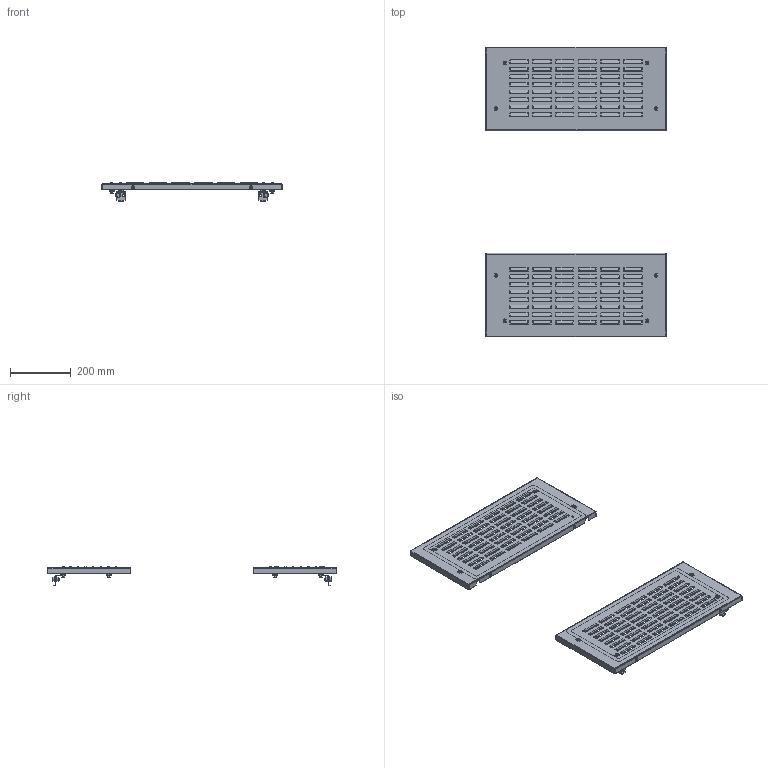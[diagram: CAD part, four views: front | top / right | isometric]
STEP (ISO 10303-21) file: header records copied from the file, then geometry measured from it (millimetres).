
FILE_DESCRIPTION (( 'STEP AP203' ), '1' );
FILE_NAME ('R5CPFA6300.00.step', '2013-11-11T07:52:31', ( 'User' ), ( 'DKC' ), 'SwSTEP 2.0', 'SolidWorks 2012', '' );
FILE_SCHEMA (( 'CONFIG_CONTROL_DESIGN' ));
Products named in the file (15): QE02T193G; QE02C193_Piegato; A3300003_A3300003; A0400005_A0400005; A1100001_A1100001; A0200018; AC00C172_AC00C172; R5CPFA6300.00; AC00C548; AC00C112; Guarnizione CPFE_Guarnizione CPFE 600X300; QE02T185G; AC00C061_AC00C061; A5100043_A5100043; QE02C185_Piegato
Assembly tree (54 placements, depth 3):
  R5CPFA6300.00
    QE02T185G
      QE02C185_Piegato
      A5100043_A5100043
      AC00C061_AC00C061
    Guarnizione CPFE_Guarnizione CPFE 600X300  x2
    AC00C112  x8
    AC00C548  x4
    AC00C172_AC00C172  x8
    A0200018  x8
    A1100001_A1100001  x8
    A0400005_A0400005  x4
    A3300003_A3300003  x4
    QE02T193G
      QE02C193_Piegato
      A5100043_A5100043
      AC00C061_AC00C061
Bounding box: 594 x 956 x 63.38 mm (x, y, z)
Volume: 884748.6 mm3; surface area: 975124.3 mm2
Topology: 56 solids, 56 shells, 3688 faces, 8926 edges, 5384 vertices
Faces by surface type: plane 2202, cylinder 774, cone 400, bspline 192, torus 104, sphere 16
Entity records: 66589 total; most frequent: CARTESIAN_POINT 17979, ORIENTED_EDGE 10060, DIRECTION 8662, EDGE_CURVE 5030, LINE 3688, VECTOR 3688, VERTEX_POINT 2962, AXIS2_PLACEMENT_3D 2487
